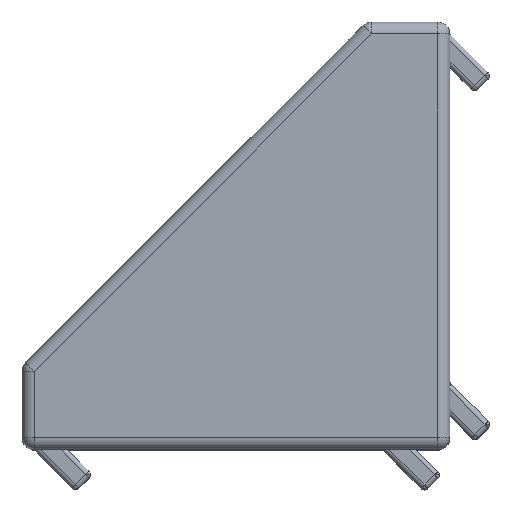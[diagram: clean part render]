
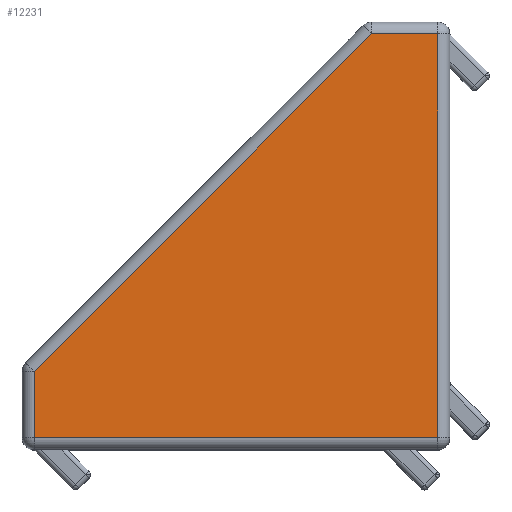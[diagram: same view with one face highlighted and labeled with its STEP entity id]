
A CAD part, top view. The second image highlights one B-rep face of the part: STEP entity #12231.
In plain terms, the highlighted planar face has unit normal (0, 0, 1).
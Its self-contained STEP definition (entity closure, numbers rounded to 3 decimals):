
#274 = DIRECTION ( 'NONE',  ( 0., 0., -1. ) ) ;
#394 = EDGE_CURVE ( 'NONE', #3979, #6785, #6128, .T. ) ;
#575 = VERTEX_POINT ( 'NONE', #9618 ) ;
#590 = ORIENTED_EDGE ( 'NONE', *, *, #2425, .T. ) ;
#613 = VECTOR ( 'NONE', #3464, 1000. ) ;
#919 = VECTOR ( 'NONE', #5346, 1000. ) ;
#926 = AXIS2_PLACEMENT_3D ( 'NONE', #11389, #274, #1301 ) ;
#1057 = ORIENTED_EDGE ( 'NONE', *, *, #4697, .T. ) ;
#1301 = DIRECTION ( 'NONE',  ( -1., 0., 0. ) ) ;
#1329 = EDGE_CURVE ( 'NONE', #575, #6862, #11720, .T. ) ;
#1519 = FACE_OUTER_BOUND ( 'NONE', #10188, .T. ) ;
#1545 = ORIENTED_EDGE ( 'NONE', *, *, #394, .T. ) ;
#1800 = VECTOR ( 'NONE', #12766, 1000. ) ;
#1916 = VECTOR ( 'NONE', #5095, 1000. ) ;
#1947 = CARTESIAN_POINT ( 'NONE',  ( -3.293, 17.5, 9. ) ) ;
#2110 = LINE ( 'NONE', #12649, #1800 ) ;
#2425 = EDGE_CURVE ( 'NONE', #6785, #6293, #4758, .T. ) ;
#3464 = DIRECTION ( 'NONE',  ( 0., 1., 0. ) ) ;
#3979 = VERTEX_POINT ( 'NONE', #4239 ) ;
#4004 = CARTESIAN_POINT ( 'NONE',  ( -17.5, 0., 9. ) ) ;
#4239 = CARTESIAN_POINT ( 'NONE',  ( -0.5, 0.5, 9. ) ) ;
#4697 = EDGE_CURVE ( 'NONE', #6293, #575, #2110, .T. ) ;
#4758 = LINE ( 'NONE', #6032, #1916 ) ;
#5095 = DIRECTION ( 'NONE',  ( -1., 0., 0. ) ) ;
#5346 = DIRECTION ( 'NONE',  ( 1., 0., 0. ) ) ;
#6032 = CARTESIAN_POINT ( 'NONE',  ( 0., 17.5, 9. ) ) ;
#6048 = VECTOR ( 'NONE', #13040, 1000. ) ;
#6128 = LINE ( 'NONE', #12522, #613 ) ;
#6293 = VERTEX_POINT ( 'NONE', #1947 ) ;
#6304 = PLANE ( 'NONE',  #926 ) ;
#6432 = LINE ( 'NONE', #10651, #919 ) ;
#6785 = VERTEX_POINT ( 'NONE', #11894 ) ;
#6862 = VERTEX_POINT ( 'NONE', #7874 ) ;
#7458 = ORIENTED_EDGE ( 'NONE', *, *, #1329, .T. ) ;
#7874 = CARTESIAN_POINT ( 'NONE',  ( -17.5, 0.5, 9. ) ) ;
#9146 = EDGE_CURVE ( 'NONE', #6862, #3979, #6432, .T. ) ;
#9618 = CARTESIAN_POINT ( 'NONE',  ( -17.5, 3.293, 9. ) ) ;
#9922 = ORIENTED_EDGE ( 'NONE', *, *, #9146, .T. ) ;
#10188 = EDGE_LOOP ( 'NONE', ( #7458, #9922, #1545, #590, #1057 ) ) ;
#10651 = CARTESIAN_POINT ( 'NONE',  ( 0., 0.5, 9. ) ) ;
#11389 = CARTESIAN_POINT ( 'NONE',  ( 0., 0., 9. ) ) ;
#11720 = LINE ( 'NONE', #4004, #6048 ) ;
#11894 = CARTESIAN_POINT ( 'NONE',  ( -0.5, 17.5, 9. ) ) ;
#12231 = ADVANCED_FACE ( 'NONE', ( #1519 ), #6304, .F. ) ;
#12522 = CARTESIAN_POINT ( 'NONE',  ( -0.5, 0., 9. ) ) ;
#12649 = CARTESIAN_POINT ( 'NONE',  ( -10.396, 10.396, 9. ) ) ;
#12766 = DIRECTION ( 'NONE',  ( -0.707, -0.707, 0. ) ) ;
#13040 = DIRECTION ( 'NONE',  ( 0., -1., 0. ) ) ;
